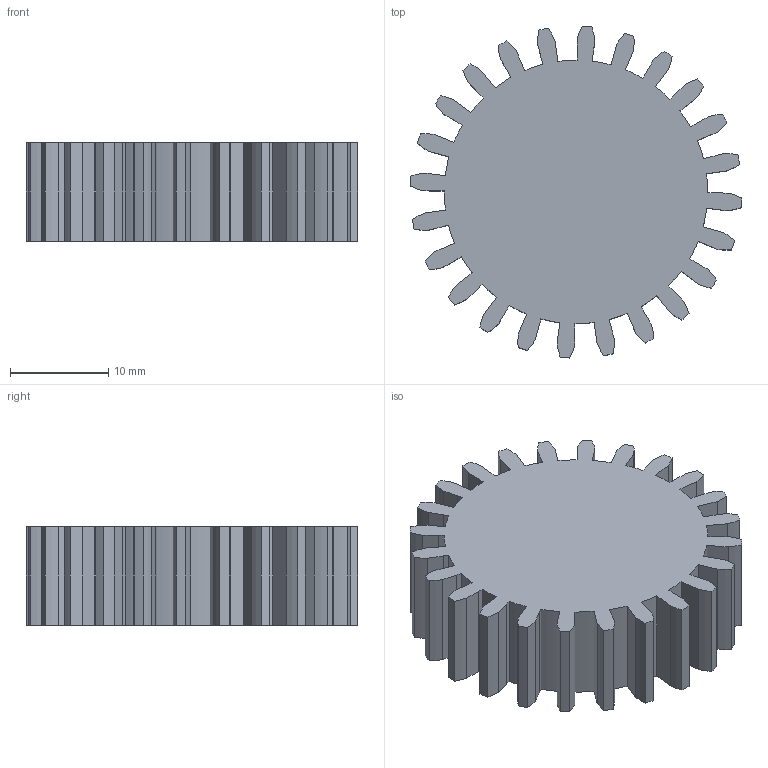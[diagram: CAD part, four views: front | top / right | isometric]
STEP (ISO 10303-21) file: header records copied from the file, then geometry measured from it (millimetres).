
FILE_DESCRIPTION((''),'2;1');
FILE_NAME('PLANET_NO_3','2021-02-16T11:11:47',('TINH LE'),(''),'CREO PARAMETRIC BY PTC INC, 2020154','CREO PARAMETRIC BY PTC INC, 2020154','');
FILE_SCHEMA(('CONFIG_CONTROL_DESIGN'));
Length unit declared in the file: millimetre
Products named in the file (1): PLANET_NO_3
Bounding box: 33.84 x 33.84 x 10 mm (x, y, z)
Volume: 7014.6 mm3; surface area: 3829.2 mm2
Topology: 1 solids, 1 shells, 170 faces, 504 edges, 336 vertices
Faces by surface type: plane 74, cylinder 48, extrusion 48
Entity records: 5894 total; most frequent: CARTESIAN_POINT 1394, ORIENTED_EDGE 1008, DIRECTION 796, EDGE_CURVE 504, VECTOR 360, VERTEX_POINT 336, LINE 312, AXIS2_PLACEMENT_3D 218
